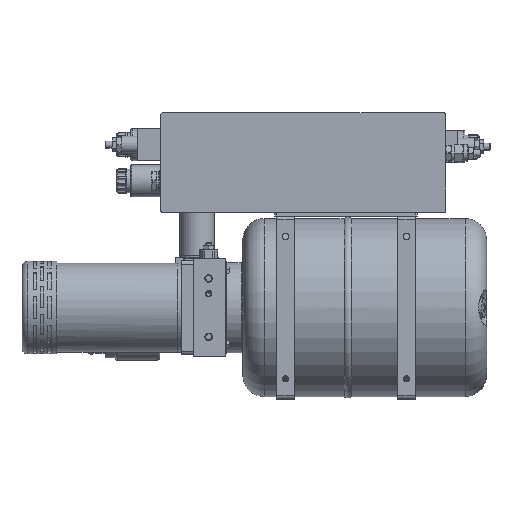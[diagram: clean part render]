
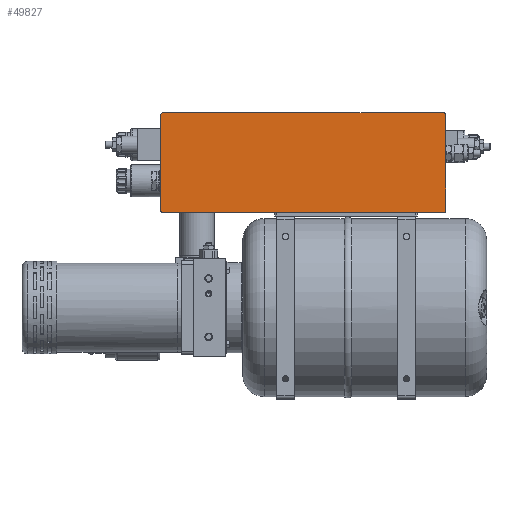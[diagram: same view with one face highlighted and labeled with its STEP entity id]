
A CAD part, front view. The second image highlights one B-rep face of the part: STEP entity #49827.
In plain terms, the highlighted planar face has unit normal (0, -1, 0).
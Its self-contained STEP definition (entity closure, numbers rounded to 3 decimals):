
#1697=PLANE('',#53098);
#3274=FACE_OUTER_BOUND('',#5972,.T.);
#5972=EDGE_LOOP('',(#32647,#32648,#32649,#32650,#32651,#32652,#32653,#32654));
#9221=LINE('',#73632,#13262);
#9222=LINE('',#73636,#13263);
#9223=LINE('',#73640,#13264);
#9224=LINE('',#73643,#13265);
#13262=VECTOR('',#58602,10.);
#13263=VECTOR('',#58605,10.);
#13264=VECTOR('',#58608,10.);
#13265=VECTOR('',#58611,10.);
#17302=CIRCLE('',#53097,2.);
#17303=CIRCLE('',#53099,2.);
#17304=CIRCLE('',#53100,2.);
#17305=CIRCLE('',#53101,2.);
#20082=VERTEX_POINT('',#73625);
#20083=VERTEX_POINT('',#73627);
#20084=VERTEX_POINT('',#73631);
#20085=VERTEX_POINT('',#73633);
#20086=VERTEX_POINT('',#73635);
#20087=VERTEX_POINT('',#73637);
#20088=VERTEX_POINT('',#73639);
#20089=VERTEX_POINT('',#73641);
#25198=EDGE_CURVE('',#20082,#20083,#17302,.T.);
#25200=EDGE_CURVE('',#20082,#20084,#9221,.T.);
#25201=EDGE_CURVE('',#20085,#20084,#17303,.T.);
#25202=EDGE_CURVE('',#20085,#20086,#9222,.T.);
#25203=EDGE_CURVE('',#20087,#20086,#17304,.T.);
#25204=EDGE_CURVE('',#20087,#20088,#9223,.T.);
#25205=EDGE_CURVE('',#20089,#20088,#17305,.T.);
#25206=EDGE_CURVE('',#20089,#20083,#9224,.T.);
#32647=ORIENTED_EDGE('',*,*,#25198,.F.);
#32648=ORIENTED_EDGE('',*,*,#25200,.T.);
#32649=ORIENTED_EDGE('',*,*,#25201,.F.);
#32650=ORIENTED_EDGE('',*,*,#25202,.T.);
#32651=ORIENTED_EDGE('',*,*,#25203,.F.);
#32652=ORIENTED_EDGE('',*,*,#25204,.T.);
#32653=ORIENTED_EDGE('',*,*,#25205,.F.);
#32654=ORIENTED_EDGE('',*,*,#25206,.T.);
#49827=ADVANCED_FACE('',(#3274),#1697,.T.);
#53097=AXIS2_PLACEMENT_3D('',#73628,#58597,#58598);
#53098=AXIS2_PLACEMENT_3D('',#73630,#58600,#58601);
#53099=AXIS2_PLACEMENT_3D('',#73634,#58603,#58604);
#53100=AXIS2_PLACEMENT_3D('',#73638,#58606,#58607);
#53101=AXIS2_PLACEMENT_3D('',#73642,#58609,#58610);
#58597=DIRECTION('center_axis',(0.,1.,0.));
#58598=DIRECTION('ref_axis',(-0.707,0.,0.707));
#58600=DIRECTION('center_axis',(0.,-1.,0.));
#58601=DIRECTION('ref_axis',(0.,0.,-1.));
#58602=DIRECTION('',(0.,0.,-1.));
#58603=DIRECTION('center_axis',(0.,1.,0.));
#58604=DIRECTION('ref_axis',(-0.707,0.,-0.707));
#58605=DIRECTION('',(1.,0.,0.));
#58606=DIRECTION('center_axis',(0.,1.,0.));
#58607=DIRECTION('ref_axis',(0.707,0.,-0.707));
#58608=DIRECTION('',(0.,0.,1.));
#58609=DIRECTION('center_axis',(0.,1.,0.));
#58610=DIRECTION('ref_axis',(0.707,0.,0.707));
#58611=DIRECTION('',(-1.,0.,0.));
#73625=CARTESIAN_POINT('',(-200.,-2.5,68.));
#73627=CARTESIAN_POINT('',(-198.,-2.5,70.));
#73628=CARTESIAN_POINT('Origin',(-198.,-2.5,68.));
#73630=CARTESIAN_POINT('Origin',(0.,-2.5,0.));
#73631=CARTESIAN_POINT('',(-200.,-2.5,-68.));
#73632=CARTESIAN_POINT('',(-200.,-2.5,-70.));
#73633=CARTESIAN_POINT('',(-198.,-2.5,-70.));
#73634=CARTESIAN_POINT('Origin',(-198.,-2.5,-68.));
#73635=CARTESIAN_POINT('',(198.,-2.5,-70.));
#73636=CARTESIAN_POINT('',(200.,-2.5,-70.));
#73637=CARTESIAN_POINT('',(200.,-2.5,-68.));
#73638=CARTESIAN_POINT('Origin',(198.,-2.5,-68.));
#73639=CARTESIAN_POINT('',(200.,-2.5,68.));
#73640=CARTESIAN_POINT('',(200.,-2.5,70.));
#73641=CARTESIAN_POINT('',(198.,-2.5,70.));
#73642=CARTESIAN_POINT('Origin',(198.,-2.5,68.));
#73643=CARTESIAN_POINT('',(-200.,-2.5,70.));
